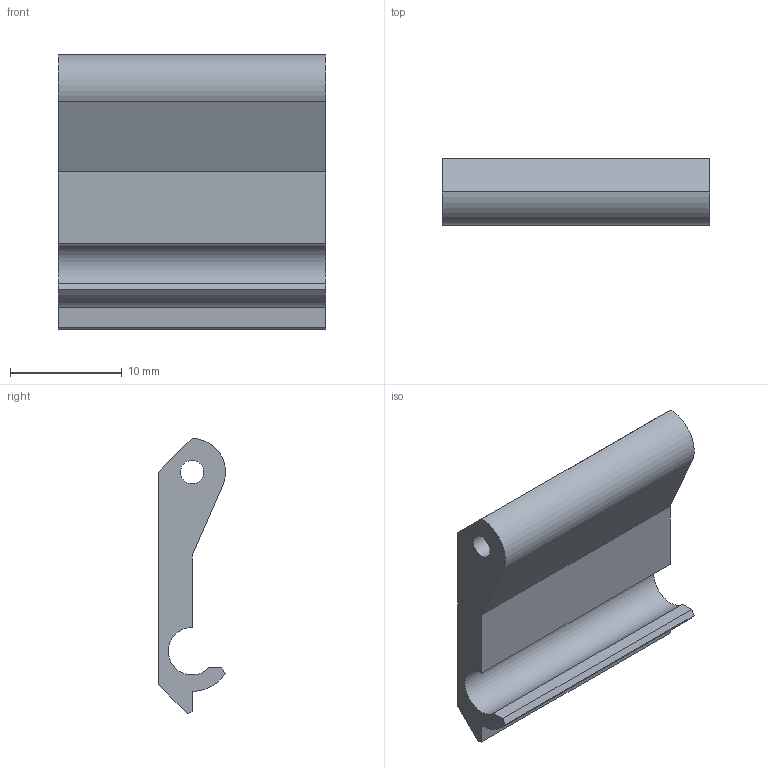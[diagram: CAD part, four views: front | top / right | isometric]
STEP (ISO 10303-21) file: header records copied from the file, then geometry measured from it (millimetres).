
FILE_DESCRIPTION(/* description */ (''),/* implementation_level */ '2;1');
FILE_NAME(/* name */ 'CLASP.step',/* time_stamp */ '2024-06-24T13:08:47+01:00',/* author */ (''),/* organization */ (''),/* preprocessor_version */ 'ST-DEVELOPER v20',/* originating_system */ 'Autodesk Translation Framework v13.14.0.145',/* authorisation */ '');
FILE_SCHEMA (('AUTOMOTIVE_DESIGN { 1 0 10303 214 3 1 1 }'));
Length unit declared in the file: millimetre
Products named in the file (1): LightBox
Bounding box: 23.87 x 5.99 x 24.58 mm (x, y, z)
Volume: 1877.6 mm3; surface area: 1793.7 mm2
Topology: 1 solids, 1 shells, 15 faces, 39 edges, 26 vertices
Faces by surface type: plane 11, cylinder 4
Full cylindrical faces by diameter (mm): 2.1 x1
Entity records: 508 total; most frequent: CARTESIAN_POINT 81, DIRECTION 79, ORIENTED_EDGE 78, EDGE_CURVE 39, LINE 31, VECTOR 31, VERTEX_POINT 26, AXIS2_PLACEMENT_3D 24
